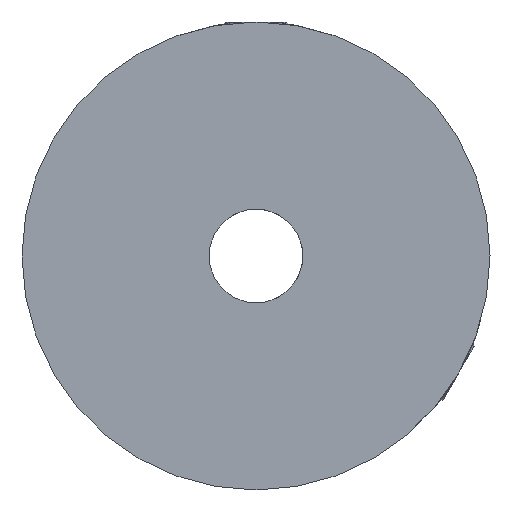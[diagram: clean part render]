
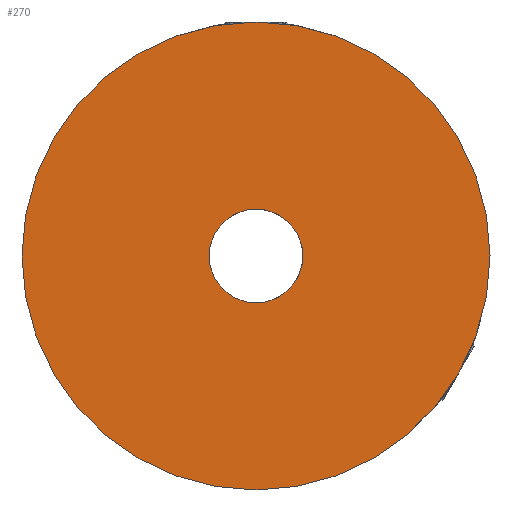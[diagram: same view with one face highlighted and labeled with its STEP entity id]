
A CAD part, left-side view. The second image highlights one B-rep face of the part: STEP entity #270.
In plain terms, the highlighted planar face has unit normal (-1, 0, 0).
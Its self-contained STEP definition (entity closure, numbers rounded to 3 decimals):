
#270 = ADVANCED_FACE( '', ( #688, #689 ), #690, .T. );
#688 = FACE_OUTER_BOUND( '', #1315, .T. );
#689 = FACE_BOUND( '', #1316, .T. );
#690 = PLANE( '', #1317 );
#1315 = EDGE_LOOP( '', ( #2062 ) );
#1316 = EDGE_LOOP( '', ( #2063 ) );
#1317 = AXIS2_PLACEMENT_3D( '', #2064, #2065, #2066 );
#2062 = ORIENTED_EDGE( '', *, *, #3106, .T. );
#2063 = ORIENTED_EDGE( '', *, *, #3107, .F. );
#2064 = CARTESIAN_POINT( '', ( -38.229, 0., 2.5 ) );
#2065 = DIRECTION( '', ( -1., 0., 0. ) );
#2066 = DIRECTION( '', ( 0., 0., 1. ) );
#3106 = EDGE_CURVE( '', #3616, #3616, #3617, .T. );
#3107 = EDGE_CURVE( '', #3618, #3618, #3619, .T. );
#3616 = VERTEX_POINT( '', #4321 );
#3617 = CIRCLE( '', #4322, 12.5 );
#3618 = VERTEX_POINT( '', #4323 );
#3619 = CIRCLE( '', #4324, 2.5 );
#4321 = CARTESIAN_POINT( '', ( -38.229, 0., 12.5 ) );
#4322 = AXIS2_PLACEMENT_3D( '', #5309, #5310, #5311 );
#4323 = CARTESIAN_POINT( '', ( -38.229, 0., 2.5 ) );
#4324 = AXIS2_PLACEMENT_3D( '', #5312, #5313, #5314 );
#5309 = CARTESIAN_POINT( '', ( -38.229, 0., 0. ) );
#5310 = DIRECTION( '', ( -1., 0., 0. ) );
#5311 = DIRECTION( '', ( 0., 0., 1. ) );
#5312 = CARTESIAN_POINT( '', ( -38.229, 0., 0. ) );
#5313 = DIRECTION( '', ( -1., 0., 0. ) );
#5314 = DIRECTION( '', ( 0., 0., 1. ) );
